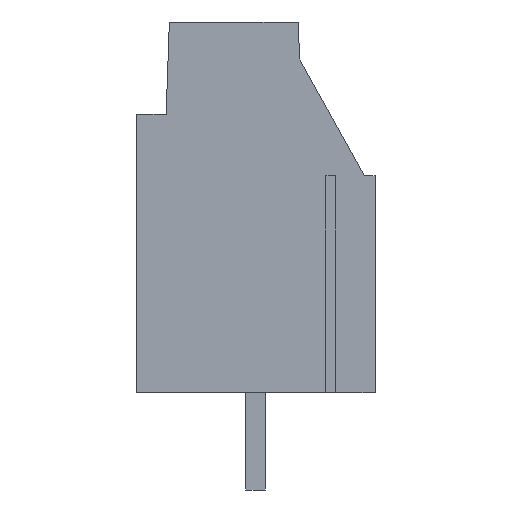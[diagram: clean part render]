
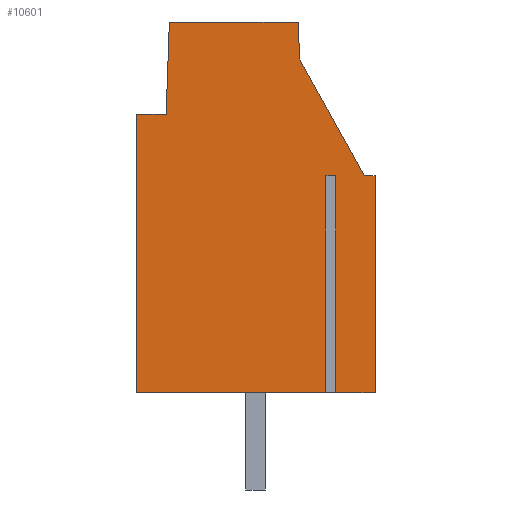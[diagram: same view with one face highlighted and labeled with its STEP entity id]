
A CAD part, left-side view. The second image highlights one B-rep face of the part: STEP entity #10601.
In plain terms, the highlighted planar face has unit normal (-1, 0, 0).
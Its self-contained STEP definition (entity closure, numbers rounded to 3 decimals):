
#10560=AXIS2_PLACEMENT_3D('Plane Axis2P3D',#10557,#10558,#10559) ;
#40=CARTESIAN_POINT('Vertex',(0.,9.5,21.6)) ;
#196=CARTESIAN_POINT('Vertex',(0.,9.648,17.35)) ;
#199=CARTESIAN_POINT('Line Origine',(0.,9.574,19.475)) ;
#596=CARTESIAN_POINT('Line Origine',(0.,6.525,21.6)) ;
#600=CARTESIAN_POINT('Vertex',(0.,3.55,21.6)) ;
#1522=CARTESIAN_POINT('Vertex',(0.,11.,4.5)) ;
#1525=CARTESIAN_POINT('Line Origine',(0.,11.,10.925)) ;
#1529=CARTESIAN_POINT('Vertex',(0.,11.,17.35)) ;
#2563=CARTESIAN_POINT('Vertex',(0.,0.,4.5)) ;
#2566=CARTESIAN_POINT('Line Origine',(0.,0.912,4.5)) ;
#2570=CARTESIAN_POINT('Vertex',(0.,1.825,4.5)) ;
#2619=CARTESIAN_POINT('Vertex',(0.,2.275,4.5)) ;
#2622=CARTESIAN_POINT('Line Origine',(0.,6.638,4.5)) ;
#3941=CARTESIAN_POINT('Vertex',(0.,0.,14.5)) ;
#3944=CARTESIAN_POINT('Line Origine',(0.,0.,9.5)) ;
#4064=CARTESIAN_POINT('Vertex',(0.,3.49,19.892)) ;
#4067=CARTESIAN_POINT('Line Origine',(0.,1.995,17.196)) ;
#4071=CARTESIAN_POINT('Vertex',(0.,0.5,14.5)) ;
#4403=CARTESIAN_POINT('Line Origine',(0.,3.52,20.746)) ;
#10523=CARTESIAN_POINT('Line Origine',(0.,10.324,17.35)) ;
#10557=CARTESIAN_POINT('Axis2P3D Location',(0.,11.,1.3)) ;
#10562=CARTESIAN_POINT('Line Origine',(0.,0.25,14.5)) ;
#10567=CARTESIAN_POINT('Line Origine',(0.,2.275,9.5)) ;
#10571=CARTESIAN_POINT('Vertex',(0.,2.275,14.5)) ;
#10574=CARTESIAN_POINT('Line Origine',(0.,2.05,14.5)) ;
#10578=CARTESIAN_POINT('Vertex',(0.,1.825,14.5)) ;
#10581=CARTESIAN_POINT('Line Origine',(0.,1.825,9.5)) ;
#200=DIRECTION('Vector Direction',(0.,0.035,-0.999)) ;
#597=DIRECTION('Vector Direction',(0.,-1.,0.)) ;
#1526=DIRECTION('Vector Direction',(0.,0.,1.)) ;
#2567=DIRECTION('Vector Direction',(0.,1.,0.)) ;
#2623=DIRECTION('Vector Direction',(0.,1.,0.)) ;
#3945=DIRECTION('Vector Direction',(0.,0.,-1.)) ;
#4068=DIRECTION('Vector Direction',(0.,-0.485,-0.875)) ;
#4404=DIRECTION('Vector Direction',(0.,0.035,0.999)) ;
#10524=DIRECTION('Vector Direction',(0.,-1.,0.)) ;
#10558=DIRECTION('Axis2P3D Direction',(-1.,0.,0.)) ;
#10559=DIRECTION('Axis2P3D XDirection',(0.,-1.,0.)) ;
#10563=DIRECTION('Vector Direction',(0.,-1.,0.)) ;
#10568=DIRECTION('Vector Direction',(0.,0.,1.)) ;
#10575=DIRECTION('Vector Direction',(0.,-1.,0.)) ;
#10582=DIRECTION('Vector Direction',(0.,0.,1.)) ;
#201=VECTOR('Line Direction',#200,1.) ;
#598=VECTOR('Line Direction',#597,1.) ;
#1527=VECTOR('Line Direction',#1526,1.) ;
#2568=VECTOR('Line Direction',#2567,1.) ;
#2624=VECTOR('Line Direction',#2623,1.) ;
#3946=VECTOR('Line Direction',#3945,1.) ;
#4069=VECTOR('Line Direction',#4068,1.) ;
#4405=VECTOR('Line Direction',#4404,1.) ;
#10525=VECTOR('Line Direction',#10524,1.) ;
#10564=VECTOR('Line Direction',#10563,1.) ;
#10569=VECTOR('Line Direction',#10568,1.) ;
#10576=VECTOR('Line Direction',#10575,1.) ;
#10583=VECTOR('Line Direction',#10582,1.) ;
#10587=ORIENTED_EDGE('',*,*,#2572,.T.) ;
#10588=ORIENTED_EDGE('',*,*,#3948,.T.) ;
#10589=ORIENTED_EDGE('',*,*,#10566,.T.) ;
#10590=ORIENTED_EDGE('',*,*,#4073,.T.) ;
#10591=ORIENTED_EDGE('',*,*,#4407,.T.) ;
#10592=ORIENTED_EDGE('',*,*,#602,.T.) ;
#10593=ORIENTED_EDGE('',*,*,#203,.T.) ;
#10594=ORIENTED_EDGE('',*,*,#10527,.T.) ;
#10595=ORIENTED_EDGE('',*,*,#1531,.T.) ;
#10596=ORIENTED_EDGE('',*,*,#2626,.T.) ;
#10597=ORIENTED_EDGE('',*,*,#10573,.T.) ;
#10598=ORIENTED_EDGE('',*,*,#10580,.F.) ;
#10599=ORIENTED_EDGE('',*,*,#10585,.F.) ;
#10601=ADVANCED_FACE('HOUSING',(#10600),#10561,.T.) ;
#203=EDGE_CURVE('',#41,#197,#202,.T.) ;
#602=EDGE_CURVE('',#601,#41,#599,.F.) ;
#1531=EDGE_CURVE('',#1530,#1523,#1528,.F.) ;
#2572=EDGE_CURVE('',#2571,#2564,#2569,.F.) ;
#2626=EDGE_CURVE('',#1523,#2620,#2625,.F.) ;
#3948=EDGE_CURVE('',#2564,#3942,#3947,.F.) ;
#4073=EDGE_CURVE('',#4072,#4065,#4070,.F.) ;
#4407=EDGE_CURVE('',#4065,#601,#4406,.T.) ;
#10527=EDGE_CURVE('',#197,#1530,#10526,.F.) ;
#10566=EDGE_CURVE('',#3942,#4072,#10565,.F.) ;
#10573=EDGE_CURVE('',#2620,#10572,#10570,.T.) ;
#10580=EDGE_CURVE('',#10579,#10572,#10577,.F.) ;
#10585=EDGE_CURVE('',#2571,#10579,#10584,.T.) ;
#10586=EDGE_LOOP('',(#10587,#10588,#10589,#10590,#10591,#10592,#10593,#10594,#10595,#10596,#10597,#10598,#10599)) ;
#10600=FACE_OUTER_BOUND('',#10586,.T.) ;
#202=LINE('Line',#199,#201) ;
#599=LINE('Line',#596,#598) ;
#1528=LINE('Line',#1525,#1527) ;
#2569=LINE('Line',#2566,#2568) ;
#2625=LINE('Line',#2622,#2624) ;
#3947=LINE('Line',#3944,#3946) ;
#4070=LINE('Line',#4067,#4069) ;
#4406=LINE('Line',#4403,#4405) ;
#10526=LINE('Line',#10523,#10525) ;
#10565=LINE('Line',#10562,#10564) ;
#10570=LINE('Line',#10567,#10569) ;
#10577=LINE('Line',#10574,#10576) ;
#10584=LINE('Line',#10581,#10583) ;
#10561=PLANE('',#10560) ;
#41=VERTEX_POINT('',#40) ;
#197=VERTEX_POINT('',#196) ;
#601=VERTEX_POINT('',#600) ;
#1523=VERTEX_POINT('',#1522) ;
#1530=VERTEX_POINT('',#1529) ;
#2564=VERTEX_POINT('',#2563) ;
#2571=VERTEX_POINT('',#2570) ;
#2620=VERTEX_POINT('',#2619) ;
#3942=VERTEX_POINT('',#3941) ;
#4065=VERTEX_POINT('',#4064) ;
#4072=VERTEX_POINT('',#4071) ;
#10572=VERTEX_POINT('',#10571) ;
#10579=VERTEX_POINT('',#10578) ;
